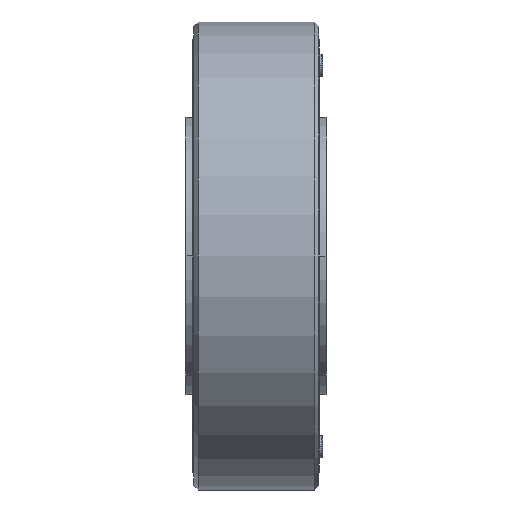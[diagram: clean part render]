
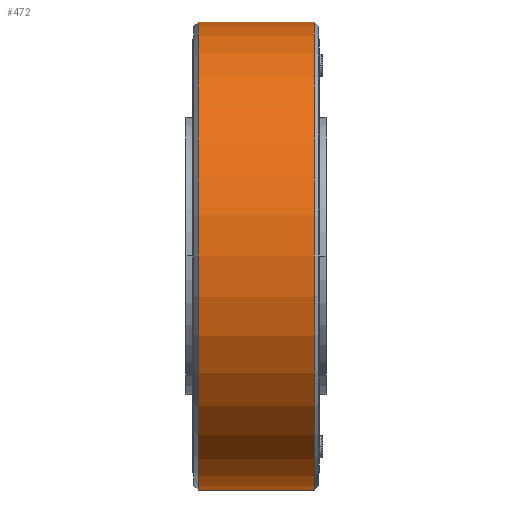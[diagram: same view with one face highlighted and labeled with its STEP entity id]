
A CAD part, front view. The second image highlights one B-rep face of the part: STEP entity #472.
In plain terms, the highlighted cylindrical face has radius 135 mm (diameter 270 mm), a partial arc.
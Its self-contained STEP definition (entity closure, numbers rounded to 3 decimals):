
#406=CARTESIAN_POINT('',(-33.5,-135.0,0.0));
#407=VERTEX_POINT('',#406);
#423=CARTESIAN_POINT('',(-33.5,135.0,0.));
#424=VERTEX_POINT('',#423);
#431=CARTESIAN_POINT('',(-33.5,0.0,0.0));
#432=DIRECTION('',(-1.0,0.0,0.0));
#433=DIRECTION('',(0.0,-1.0,0.0));
#434=AXIS2_PLACEMENT_3D('',#431,#432,#433);
#435=CIRCLE('',#434,135.0);
#436=EDGE_CURVE('',#424,#407,#435,.T.);
#441=CARTESIAN_POINT('',(0.0,0.0,0.0));
#442=DIRECTION('',(-1.0,0.0,0.0));
#443=DIRECTION('',(0.0,-1.0,0.0));
#444=AXIS2_PLACEMENT_3D('',#441,#442,#443);
#445=CYLINDRICAL_SURFACE('',#444,135.0);
#446=CARTESIAN_POINT('',(33.5,-135.0,0.0));
#447=VERTEX_POINT('',#446);
#448=CARTESIAN_POINT('',(-33.5,-135.0,0.0));
#449=DIRECTION('',(1.0,0.0,0.0));
#450=VECTOR('',#449,67.0);
#451=LINE('',#448,#450);
#452=EDGE_CURVE('',#407,#447,#451,.T.);
#453=ORIENTED_EDGE('',*,*,#452,.F.);
#454=ORIENTED_EDGE('',*,*,#436,.F.);
#455=CARTESIAN_POINT('',(33.5,135.0,0.));
#456=VERTEX_POINT('',#455);
#457=CARTESIAN_POINT('',(-33.5,135.0,0.));
#458=DIRECTION('',(1.0,0.0,0.0));
#459=VECTOR('',#458,67.0);
#460=LINE('',#457,#459);
#461=EDGE_CURVE('',#424,#456,#460,.T.);
#462=ORIENTED_EDGE('',*,*,#461,.T.);
#463=CARTESIAN_POINT('',(33.5,0.0,0.0));
#464=DIRECTION('',(-1.0,0.0,0.0));
#465=DIRECTION('',(0.0,-1.0,0.0));
#466=AXIS2_PLACEMENT_3D('',#463,#464,#465);
#467=CIRCLE('',#466,135.0);
#468=EDGE_CURVE('',#456,#447,#467,.T.);
#469=ORIENTED_EDGE('',*,*,#468,.T.);
#470=EDGE_LOOP('',(#453,#454,#462,#469));
#471=FACE_OUTER_BOUND('',#470,.T.);
#472=ADVANCED_FACE('',(#471),#445,.T.);
